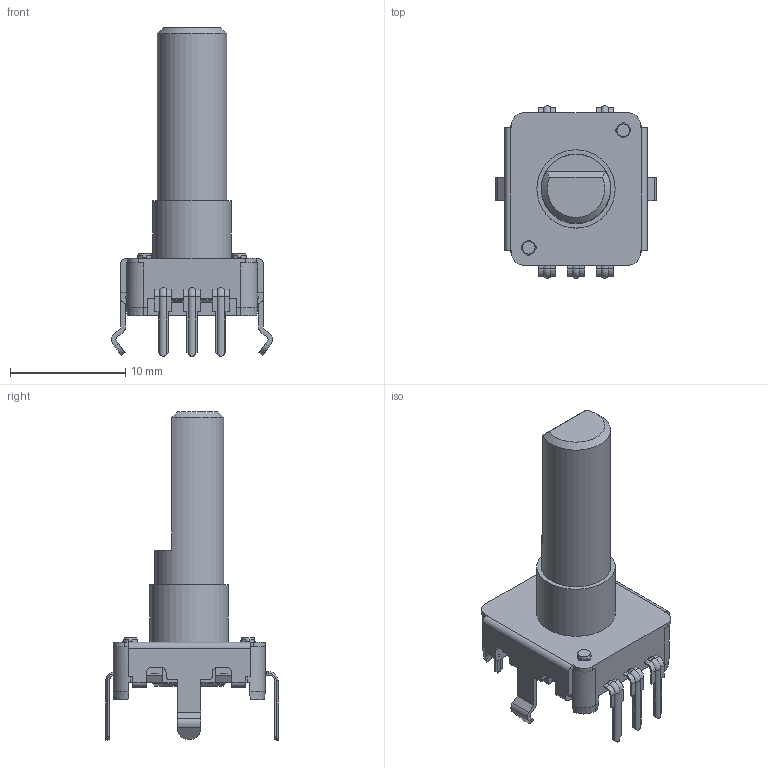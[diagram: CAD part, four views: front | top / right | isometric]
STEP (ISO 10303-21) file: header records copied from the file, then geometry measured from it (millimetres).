
FILE_DESCRIPTION( ( '' ), ' ' );
FILE_NAME( '5ab9ba840e7b250fdbd72f47.step', '2018-03-27T03:29:08', ( '' ), ( '' ), ' ', ' ', ' ' );
FILE_SCHEMA( ( 'AUTOMOTIVE_DESIGN { 1 0 10303 214 1 1 1 1 }' ) );
Length unit declared in the file: metre
Products named in the file (1): Open CASCADE STEP translator 6.8 1
Bounding box: 14 x 14.95 x 28.5 mm (x, y, z)
Volume: 986.7 mm3; surface area: 1478.9 mm2
Topology: 1 solids, 1 shells, 423 faces, 1141 edges, 732 vertices
Faces by surface type: plane 273, cylinder 124, torus 14, cone 12
Full cylindrical faces by diameter (mm): 4 x1, 6 x1, 6.05 x1, 6.06 x1, 6.4 x2, 6.8 x1, 7.6 x1, 10 x1
Entity records: 22192 total; most frequent: CARTESIAN_POINT 2510, ORIENTED_EDGE 2238, DIRECTION 2208, STYLED_ITEM 1542, PRESENTATION_STYLE_ASSIGNMENT 1542, COLOUR_RGB 1542, EDGE_CURVE 1119, CURVE_STYLE 1119
